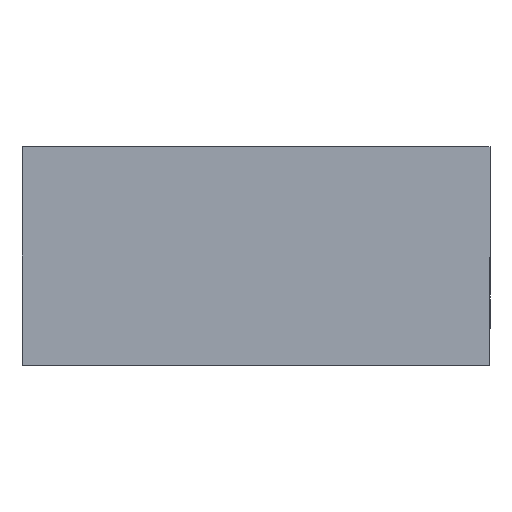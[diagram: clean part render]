
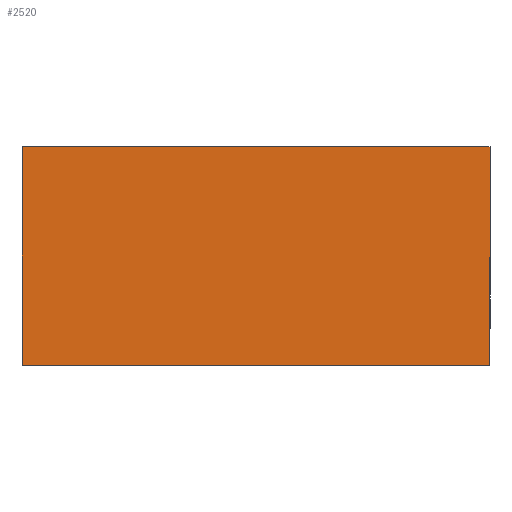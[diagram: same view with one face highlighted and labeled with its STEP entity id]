
A CAD part, front view. The second image highlights one B-rep face of the part: STEP entity #2520.
In plain terms, the highlighted face is planar.
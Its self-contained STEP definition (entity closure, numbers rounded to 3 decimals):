
#24 = DIRECTION ( 'NONE',  ( 1., 0., 0. ) ) ;
#69 = CARTESIAN_POINT ( 'NONE',  ( 0., 55., 0. ) ) ;
#74 = DIRECTION ( 'NONE',  ( 0., 1., 0. ) ) ;
#183 = VECTOR ( 'NONE', #24, 1000. ) ;
#357 = CARTESIAN_POINT ( 'NONE',  ( -118., 0., 0. ) ) ;
#451 = LINE ( 'NONE', #1819, #183 ) ;
#497 = VECTOR ( 'NONE', #863, 1000. ) ;
#581 = EDGE_CURVE ( 'NONE', #1772, #2103, #2368, .T. ) ;
#738 = DIRECTION ( 'NONE',  ( 0., 0., 1. ) ) ;
#754 = CARTESIAN_POINT ( 'NONE',  ( -118., 55., 0. ) ) ;
#863 = DIRECTION ( 'NONE',  ( 0., -1., 0. ) ) ;
#868 = EDGE_CURVE ( 'NONE', #2103, #2531, #451, .T. ) ;
#889 = ORIENTED_EDGE ( 'NONE', *, *, #868, .T. ) ;
#1037 = VERTEX_POINT ( 'NONE', #1695 ) ;
#1056 = CARTESIAN_POINT ( 'NONE',  ( 0., 55., 0. ) ) ;
#1100 = EDGE_CURVE ( 'NONE', #2531, #1037, #2605, .T. ) ;
#1128 = LINE ( 'NONE', #2635, #2708 ) ;
#1185 = CARTESIAN_POINT ( 'NONE',  ( -118., 55., 0. ) ) ;
#1503 = ORIENTED_EDGE ( 'NONE', *, *, #2399, .T. ) ;
#1612 = ORIENTED_EDGE ( 'NONE', *, *, #1100, .T. ) ;
#1648 = EDGE_LOOP ( 'NONE', ( #1941, #889, #1612, #1503 ) ) ;
#1695 = CARTESIAN_POINT ( 'NONE',  ( 0., 0., 0. ) ) ;
#1729 = VECTOR ( 'NONE', #74, 1000. ) ;
#1772 = VERTEX_POINT ( 'NONE', #357 ) ;
#1776 = DIRECTION ( 'NONE',  ( -1., 0., 0. ) ) ;
#1819 = CARTESIAN_POINT ( 'NONE',  ( -118., 55., 0. ) ) ;
#1827 = FACE_OUTER_BOUND ( 'NONE', #1648, .T. ) ;
#1941 = ORIENTED_EDGE ( 'NONE', *, *, #581, .T. ) ;
#2103 = VERTEX_POINT ( 'NONE', #754 ) ;
#2267 = CARTESIAN_POINT ( 'NONE',  ( -59., 53., 0. ) ) ;
#2278 = AXIS2_PLACEMENT_3D ( 'NONE', #2267, #738, #2714 ) ;
#2368 = LINE ( 'NONE', #1185, #1729 ) ;
#2399 = EDGE_CURVE ( 'NONE', #1037, #1772, #1128, .T. ) ;
#2483 = PLANE ( 'NONE',  #2278 ) ;
#2520 = ADVANCED_FACE ( 'NONE', ( #1827 ), #2483, .F. ) ;
#2531 = VERTEX_POINT ( 'NONE', #69 ) ;
#2605 = LINE ( 'NONE', #1056, #497 ) ;
#2635 = CARTESIAN_POINT ( 'NONE',  ( -118., 0., 0. ) ) ;
#2708 = VECTOR ( 'NONE', #1776, 1000. ) ;
#2714 = DIRECTION ( 'NONE',  ( 0., -1., 0. ) ) ;
